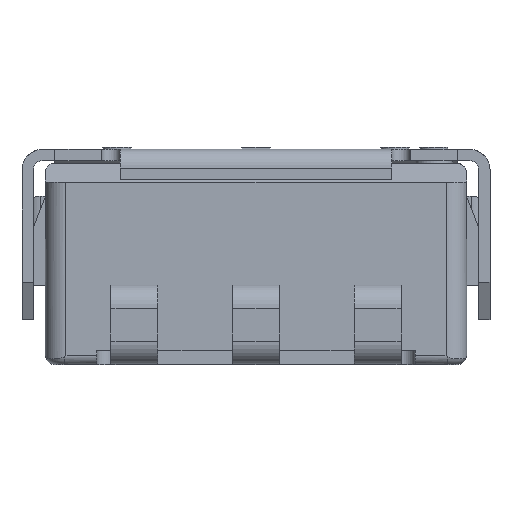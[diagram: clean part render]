
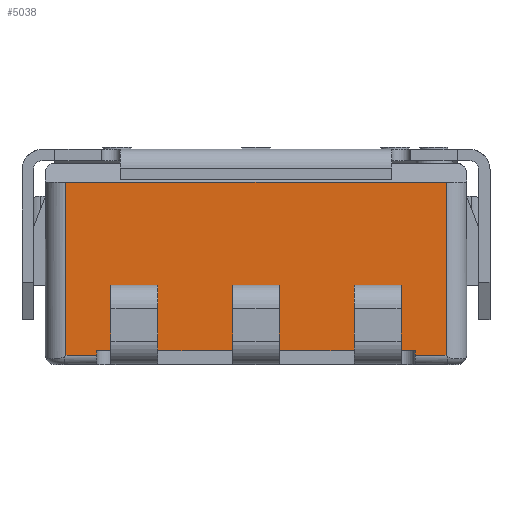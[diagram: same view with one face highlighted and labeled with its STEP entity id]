
A CAD part, front view. The second image highlights one B-rep face of the part: STEP entity #5038.
In plain terms, the highlighted planar face has unit normal (0, -1, 0).
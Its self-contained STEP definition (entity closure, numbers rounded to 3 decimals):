
#609=ORIENTED_EDGE('',*,*,#2065,.F.);
#610=ORIENTED_EDGE('',*,*,#2066,.T.);
#611=ORIENTED_EDGE('',*,*,#2067,.F.);
#612=ORIENTED_EDGE('',*,*,#2068,.F.);
#613=ORIENTED_EDGE('',*,*,#2069,.F.);
#614=ORIENTED_EDGE('',*,*,#2070,.T.);
#615=ORIENTED_EDGE('',*,*,#2071,.F.);
#616=ORIENTED_EDGE('',*,*,#2072,.F.);
#617=ORIENTED_EDGE('',*,*,#2073,.F.);
#618=ORIENTED_EDGE('',*,*,#2074,.T.);
#619=ORIENTED_EDGE('',*,*,#2075,.F.);
#620=ORIENTED_EDGE('',*,*,#2076,.F.);
#621=ORIENTED_EDGE('',*,*,#2077,.F.);
#622=ORIENTED_EDGE('',*,*,#2078,.T.);
#623=ORIENTED_EDGE('',*,*,#2079,.T.);
#624=ORIENTED_EDGE('',*,*,#2080,.T.);
#625=ORIENTED_EDGE('',*,*,#2081,.T.);
#626=ORIENTED_EDGE('',*,*,#2082,.T.);
#627=ORIENTED_EDGE('',*,*,#2083,.T.);
#628=ORIENTED_EDGE('',*,*,#2084,.T.);
#629=ORIENTED_EDGE('',*,*,#2085,.T.);
#630=ORIENTED_EDGE('',*,*,#2064,.F.);
#631=ORIENTED_EDGE('',*,*,#2086,.T.);
#632=ORIENTED_EDGE('',*,*,#2087,.T.);
#633=ORIENTED_EDGE('',*,*,#2088,.F.);
#634=ORIENTED_EDGE('',*,*,#2058,.F.);
#2058=EDGE_CURVE('',#2799,#2800,#3274,.T.);
#2064=EDGE_CURVE('',#2804,#2802,#3275,.T.);
#2065=EDGE_CURVE('',#2805,#2806,#3276,.T.);
#2066=EDGE_CURVE('',#2805,#2807,#3277,.T.);
#2067=EDGE_CURVE('',#2808,#2807,#3278,.T.);
#2068=EDGE_CURVE('',#2806,#2808,#3279,.T.);
#2069=EDGE_CURVE('',#2809,#2810,#3280,.T.);
#2070=EDGE_CURVE('',#2809,#2811,#3281,.T.);
#2071=EDGE_CURVE('',#2812,#2811,#3282,.T.);
#2072=EDGE_CURVE('',#2810,#2812,#3283,.T.);
#2073=EDGE_CURVE('',#2813,#2814,#3284,.T.);
#2074=EDGE_CURVE('',#2813,#2815,#3285,.T.);
#2075=EDGE_CURVE('',#2816,#2815,#3286,.T.);
#2076=EDGE_CURVE('',#2814,#2816,#3287,.T.);
#2077=EDGE_CURVE('',#2817,#2799,#3288,.T.);
#2078=EDGE_CURVE('',#2817,#2818,#3289,.T.);
#2079=EDGE_CURVE('',#2818,#2819,#3290,.T.);
#2080=EDGE_CURVE('',#2819,#2820,#3291,.T.);
#2081=EDGE_CURVE('',#2820,#2821,#3292,.T.);
#2082=EDGE_CURVE('',#2821,#2822,#3293,.T.);
#2083=EDGE_CURVE('',#2822,#2823,#3294,.T.);
#2084=EDGE_CURVE('',#2823,#2824,#3295,.T.);
#2085=EDGE_CURVE('',#2824,#2802,#3296,.T.);
#2086=EDGE_CURVE('',#2804,#2825,#3297,.T.);
#2087=EDGE_CURVE('',#2825,#2826,#3298,.T.);
#2088=EDGE_CURVE('',#2800,#2826,#3299,.T.);
#2799=VERTEX_POINT('',#9172);
#2800=VERTEX_POINT('',#9174);
#2802=VERTEX_POINT('',#9183);
#2804=VERTEX_POINT('',#9190);
#2805=VERTEX_POINT('',#9194);
#2806=VERTEX_POINT('',#9195);
#2807=VERTEX_POINT('',#9197);
#2808=VERTEX_POINT('',#9199);
#2809=VERTEX_POINT('',#9202);
#2810=VERTEX_POINT('',#9203);
#2811=VERTEX_POINT('',#9205);
#2812=VERTEX_POINT('',#9207);
#2813=VERTEX_POINT('',#9210);
#2814=VERTEX_POINT('',#9211);
#2815=VERTEX_POINT('',#9213);
#2816=VERTEX_POINT('',#9215);
#2817=VERTEX_POINT('',#9218);
#2818=VERTEX_POINT('',#9220);
#2819=VERTEX_POINT('',#9222);
#2820=VERTEX_POINT('',#9224);
#2821=VERTEX_POINT('',#9226);
#2822=VERTEX_POINT('',#9228);
#2823=VERTEX_POINT('',#9230);
#2824=VERTEX_POINT('',#9232);
#2825=VERTEX_POINT('',#9235);
#2826=VERTEX_POINT('',#9237);
#3274=LINE('',#9173,#3802);
#3275=LINE('',#9191,#3803);
#3276=LINE('',#9193,#3804);
#3277=LINE('',#9196,#3805);
#3278=LINE('',#9198,#3806);
#3279=LINE('',#9200,#3807);
#3280=LINE('',#9201,#3808);
#3281=LINE('',#9204,#3809);
#3282=LINE('',#9206,#3810);
#3283=LINE('',#9208,#3811);
#3284=LINE('',#9209,#3812);
#3285=LINE('',#9212,#3813);
#3286=LINE('',#9214,#3814);
#3287=LINE('',#9216,#3815);
#3288=LINE('',#9217,#3816);
#3289=LINE('',#9219,#3817);
#3290=LINE('',#9221,#3818);
#3291=LINE('',#9223,#3819);
#3292=LINE('',#9225,#3820);
#3293=LINE('',#9227,#3821);
#3294=LINE('',#9229,#3822);
#3295=LINE('',#9231,#3823);
#3296=LINE('',#9233,#3824);
#3297=LINE('',#9234,#3825);
#3298=LINE('',#9236,#3826);
#3299=LINE('',#9238,#3827);
#3802=VECTOR('',#7671,1000.);
#3803=VECTOR('',#7680,1000.);
#3804=VECTOR('',#7683,1000.);
#3805=VECTOR('',#7684,1000.);
#3806=VECTOR('',#7685,1000.);
#3807=VECTOR('',#7686,1000.);
#3808=VECTOR('',#7687,1000.);
#3809=VECTOR('',#7688,1000.);
#3810=VECTOR('',#7689,1000.);
#3811=VECTOR('',#7690,1000.);
#3812=VECTOR('',#7691,1000.);
#3813=VECTOR('',#7692,1000.);
#3814=VECTOR('',#7693,1000.);
#3815=VECTOR('',#7694,1000.);
#3816=VECTOR('',#7695,1000.);
#3817=VECTOR('',#7696,1000.);
#3818=VECTOR('',#7697,1000.);
#3819=VECTOR('',#7698,1000.);
#3820=VECTOR('',#7699,1000.);
#3821=VECTOR('',#7700,1000.);
#3822=VECTOR('',#7701,1000.);
#3823=VECTOR('',#7702,1000.);
#3824=VECTOR('',#7703,1000.);
#3825=VECTOR('',#7704,1000.);
#3826=VECTOR('',#7705,1000.);
#3827=VECTOR('',#7706,1000.);
#4292=EDGE_LOOP('',(#609,#610,#611,#612));
#4293=EDGE_LOOP('',(#613,#614,#615,#616));
#4294=EDGE_LOOP('',(#617,#618,#619,#620));
#4295=EDGE_LOOP('',(#621,#622,#623,#624,#625,#626,#627,#628,#629,#630,#631,
#632,#633,#634));
#4586=FACE_BOUND('',#4292,.T.);
#4587=FACE_BOUND('',#4293,.T.);
#4588=FACE_BOUND('',#4294,.T.);
#4589=FACE_BOUND('',#4295,.T.);
#4862=PLANE('',#7028);
#5038=ADVANCED_FACE('',(#4586,#4587,#4588,#4589),#4862,.F.);
#7028=AXIS2_PLACEMENT_3D('',#9192,#7681,#7682);
#7671=DIRECTION('',(-1.,0.,0.));
#7680=DIRECTION('',(-1.,0.,0.));
#7681=DIRECTION('',(0.,1.,0.));
#7682=DIRECTION('',(0.,0.,1.));
#7683=DIRECTION('',(-1.,0.,0.));
#7684=DIRECTION('',(0.,0.,-1.));
#7685=DIRECTION('',(1.,0.,0.));
#7686=DIRECTION('',(0.,0.,-1.));
#7687=DIRECTION('',(-1.,0.,0.));
#7688=DIRECTION('',(0.,0.,-1.));
#7689=DIRECTION('',(1.,0.,0.));
#7690=DIRECTION('',(0.,0.,-1.));
#7691=DIRECTION('',(-1.,0.,0.));
#7692=DIRECTION('',(0.,0.,-1.));
#7693=DIRECTION('',(1.,0.,0.));
#7694=DIRECTION('',(0.,0.,-1.));
#7695=DIRECTION('',(0.,0.,-1.));
#7696=DIRECTION('',(1.,0.,0.));
#7697=DIRECTION('',(1.,0.,0.));
#7698=DIRECTION('',(1.,0.,0.));
#7699=DIRECTION('',(1.,0.,0.));
#7700=DIRECTION('',(1.,0.,0.));
#7701=DIRECTION('',(1.,0.,0.));
#7702=DIRECTION('',(1.,0.,0.));
#7703=DIRECTION('',(0.,0.,-1.));
#7704=DIRECTION('',(0.,0.,1.));
#7705=DIRECTION('',(-1.,0.,0.));
#7706=DIRECTION('',(0.,0.,1.));
#9172=CARTESIAN_POINT('',(-1.7,-2.25,-2.2));
#9173=CARTESIAN_POINT('',(2.25,-2.25,-2.2));
#9174=CARTESIAN_POINT('',(-2.03,-2.25,-2.2));
#9183=CARTESIAN_POINT('',(1.7,-2.25,-2.2));
#9190=CARTESIAN_POINT('',(2.03,-2.25,-2.2));
#9191=CARTESIAN_POINT('',(2.25,-2.25,-2.2));
#9192=CARTESIAN_POINT('',(2.25,-2.25,-0.35));
#9193=CARTESIAN_POINT('',(2.25,-2.25,-1.45));
#9194=CARTESIAN_POINT('',(-1.05,-2.25,-1.45));
#9195=CARTESIAN_POINT('',(-1.55,-2.25,-1.45));
#9196=CARTESIAN_POINT('',(-1.05,-2.25,-0.35));
#9197=CARTESIAN_POINT('',(-1.05,-2.25,-1.6));
#9198=CARTESIAN_POINT('',(2.25,-2.25,-1.6));
#9199=CARTESIAN_POINT('',(-1.55,-2.25,-1.6));
#9200=CARTESIAN_POINT('',(-1.55,-2.25,-0.35));
#9201=CARTESIAN_POINT('',(2.25,-2.25,-1.45));
#9202=CARTESIAN_POINT('',(1.55,-2.25,-1.45));
#9203=CARTESIAN_POINT('',(1.05,-2.25,-1.45));
#9204=CARTESIAN_POINT('',(1.55,-2.25,-0.35));
#9205=CARTESIAN_POINT('',(1.55,-2.25,-1.6));
#9206=CARTESIAN_POINT('',(2.25,-2.25,-1.6));
#9207=CARTESIAN_POINT('',(1.05,-2.25,-1.6));
#9208=CARTESIAN_POINT('',(1.05,-2.25,-0.35));
#9209=CARTESIAN_POINT('',(2.25,-2.25,-1.45));
#9210=CARTESIAN_POINT('',(0.25,-2.25,-1.45));
#9211=CARTESIAN_POINT('',(-0.25,-2.25,-1.45));
#9212=CARTESIAN_POINT('',(0.25,-2.25,-0.35));
#9213=CARTESIAN_POINT('',(0.25,-2.25,-1.6));
#9214=CARTESIAN_POINT('',(2.25,-2.25,-1.6));
#9215=CARTESIAN_POINT('',(-0.25,-2.25,-1.6));
#9216=CARTESIAN_POINT('',(-0.25,-2.25,-0.35));
#9217=CARTESIAN_POINT('',(-1.7,-2.25,-2.15));
#9218=CARTESIAN_POINT('',(-1.7,-2.25,-2.15));
#9219=CARTESIAN_POINT('',(-1.7,-2.25,-2.15));
#9220=CARTESIAN_POINT('',(-1.55,-2.25,-2.15));
#9221=CARTESIAN_POINT('',(-1.7,-2.25,-2.15));
#9222=CARTESIAN_POINT('',(-1.05,-2.25,-2.15));
#9223=CARTESIAN_POINT('',(-1.7,-2.25,-2.15));
#9224=CARTESIAN_POINT('',(-0.25,-2.25,-2.15));
#9225=CARTESIAN_POINT('',(-1.7,-2.25,-2.15));
#9226=CARTESIAN_POINT('',(0.25,-2.25,-2.15));
#9227=CARTESIAN_POINT('',(-1.7,-2.25,-2.15));
#9228=CARTESIAN_POINT('',(1.05,-2.25,-2.15));
#9229=CARTESIAN_POINT('',(-1.7,-2.25,-2.15));
#9230=CARTESIAN_POINT('',(1.55,-2.25,-2.15));
#9231=CARTESIAN_POINT('',(-1.7,-2.25,-2.15));
#9232=CARTESIAN_POINT('',(1.7,-2.25,-2.15));
#9233=CARTESIAN_POINT('',(1.7,-2.25,-2.15));
#9234=CARTESIAN_POINT('',(2.03,-2.25,-2.73));
#9235=CARTESIAN_POINT('',(2.03,-2.25,-0.35));
#9236=CARTESIAN_POINT('',(2.25,-2.25,-0.35));
#9237=CARTESIAN_POINT('',(-2.03,-2.25,-0.35));
#9238=CARTESIAN_POINT('',(-2.03,-2.25,-2.73));
